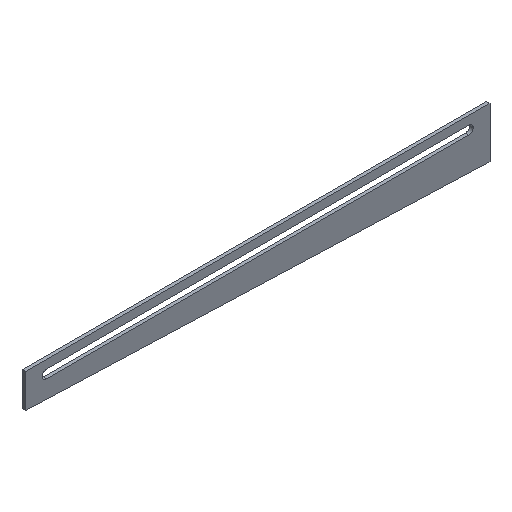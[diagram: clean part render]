
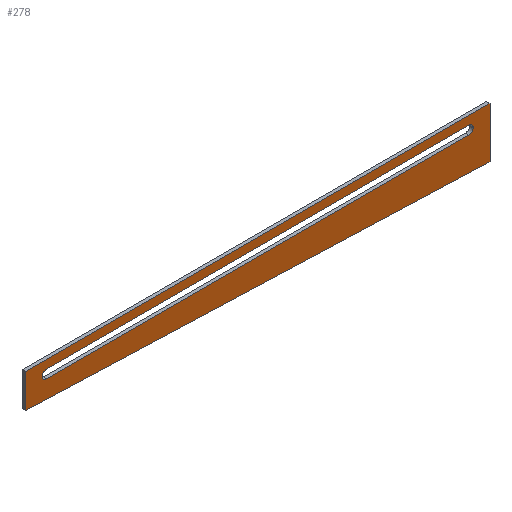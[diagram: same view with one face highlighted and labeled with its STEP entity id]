
A CAD part, isometric view. The second image highlights one B-rep face of the part: STEP entity #278.
In plain terms, the highlighted planar face has unit normal (0, -1, 0).
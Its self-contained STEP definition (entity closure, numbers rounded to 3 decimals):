
#1 = DIRECTION ( 'NONE',  ( 0., 0., 1. ) ) ;
#3 = VECTOR ( 'NONE', #314, 1000. ) ;
#4 = ORIENTED_EDGE ( 'NONE', *, *, #165, .T. ) ;
#9 = DIRECTION ( 'NONE',  ( 0., 1., 0. ) ) ;
#11 = VERTEX_POINT ( 'NONE', #44 ) ;
#13 = LINE ( 'NONE', #48, #3 ) ;
#17 = VERTEX_POINT ( 'NONE', #248 ) ;
#25 = VECTOR ( 'NONE', #1, 1000. ) ;
#30 = DIRECTION ( 'NONE',  ( 0., 0., -1. ) ) ;
#36 = ORIENTED_EDGE ( 'NONE', *, *, #320, .T. ) ;
#44 = CARTESIAN_POINT ( 'NONE',  ( -126.752, 0., -5.924 ) ) ;
#48 = CARTESIAN_POINT ( 'NONE',  ( 135.748, 0., -25.924 ) ) ;
#49 = VECTOR ( 'NONE', #234, 1000. ) ;
#53 = CARTESIAN_POINT ( 'NONE',  ( -139.252, 0., 4.076 ) ) ;
#54 = CARTESIAN_POINT ( 'NONE',  ( -139.252, 0., -15.924 ) ) ;
#55 = CARTESIAN_POINT ( 'NONE',  ( -126.752, 0., -3.424 ) ) ;
#67 = VERTEX_POINT ( 'NONE', #160 ) ;
#82 = DIRECTION ( 'NONE',  ( 0., 1., 0. ) ) ;
#84 = VERTEX_POINT ( 'NONE', #372 ) ;
#88 = EDGE_CURVE ( 'NONE', #90, #217, #13, .T. ) ;
#89 = CARTESIAN_POINT ( 'NONE',  ( 0., 0., 0. ) ) ;
#90 = VERTEX_POINT ( 'NONE', #103 ) ;
#91 = CIRCLE ( 'NONE', #327, 2.5 ) ;
#100 = EDGE_CURVE ( 'NONE', #145, #252, #368, .T. ) ;
#103 = CARTESIAN_POINT ( 'NONE',  ( 135.748, 0., -25.924 ) ) ;
#104 = LINE ( 'NONE', #212, #347 ) ;
#106 = AXIS2_PLACEMENT_3D ( 'NONE', #55, #9, #208 ) ;
#114 = AXIS2_PLACEMENT_3D ( 'NONE', #89, #173, #30 ) ;
#118 = EDGE_LOOP ( 'NONE', ( #36, #239, #189, #4 ) ) ;
#119 = CARTESIAN_POINT ( 'NONE',  ( 135.748, 0., 4.076 ) ) ;
#125 = ORIENTED_EDGE ( 'NONE', *, *, #88, .F. ) ;
#139 = DIRECTION ( 'NONE',  ( 0., 0., 1. ) ) ;
#145 = VERTEX_POINT ( 'NONE', #53 ) ;
#146 = LINE ( 'NONE', #119, #179 ) ;
#160 = CARTESIAN_POINT ( 'NONE',  ( 123.248, 0., -0.924 ) ) ;
#165 = EDGE_CURVE ( 'NONE', #67, #17, #91, .T. ) ;
#167 = FACE_BOUND ( 'NONE', #118, .T. ) ;
#173 = DIRECTION ( 'NONE',  ( 0., -1., 0. ) ) ;
#179 = VECTOR ( 'NONE', #353, 1000. ) ;
#184 = ORIENTED_EDGE ( 'NONE', *, *, #303, .F. ) ;
#189 = ORIENTED_EDGE ( 'NONE', *, *, #369, .T. ) ;
#202 = CARTESIAN_POINT ( 'NONE',  ( -126.752, 0., -5.924 ) ) ;
#208 = DIRECTION ( 'NONE',  ( 0., 0., 1. ) ) ;
#212 = CARTESIAN_POINT ( 'NONE',  ( -126.752, 0., -0.924 ) ) ;
#217 = VERTEX_POINT ( 'NONE', #54 ) ;
#234 = DIRECTION ( 'NONE',  ( -1., 0., 0. ) ) ;
#239 = ORIENTED_EDGE ( 'NONE', *, *, #284, .T. ) ;
#245 = ORIENTED_EDGE ( 'NONE', *, *, #100, .F. ) ;
#248 = CARTESIAN_POINT ( 'NONE',  ( 123.248, 0., -5.924 ) ) ;
#252 = VERTEX_POINT ( 'NONE', #264 ) ;
#256 = CARTESIAN_POINT ( 'NONE',  ( 135.748, 0., 4.076 ) ) ;
#258 = EDGE_CURVE ( 'NONE', #252, #90, #146, .T. ) ;
#264 = CARTESIAN_POINT ( 'NONE',  ( 135.748, 0., 4.076 ) ) ;
#278 = ADVANCED_FACE ( 'NONE', ( #370, #167 ), #326, .T. ) ;
#280 = EDGE_LOOP ( 'NONE', ( #125, #362, #245, #184 ) ) ;
#284 = EDGE_CURVE ( 'NONE', #11, #84, #317, .T. ) ;
#292 = VECTOR ( 'NONE', #371, 1000. ) ;
#303 = EDGE_CURVE ( 'NONE', #217, #145, #329, .T. ) ;
#307 = DIRECTION ( 'NONE',  ( 1., 0., 0. ) ) ;
#314 = DIRECTION ( 'NONE',  ( -0.999, 0., 0.036 ) ) ;
#317 = CIRCLE ( 'NONE', #106, 2.5 ) ;
#320 = EDGE_CURVE ( 'NONE', #17, #11, #331, .T. ) ;
#326 = PLANE ( 'NONE',  #114 ) ;
#327 = AXIS2_PLACEMENT_3D ( 'NONE', #374, #82, #139 ) ;
#329 = LINE ( 'NONE', #356, #25 ) ;
#331 = LINE ( 'NONE', #202, #49 ) ;
#347 = VECTOR ( 'NONE', #307, 1000. ) ;
#353 = DIRECTION ( 'NONE',  ( 0., 0., -1. ) ) ;
#356 = CARTESIAN_POINT ( 'NONE',  ( -139.252, 0., 4.076 ) ) ;
#362 = ORIENTED_EDGE ( 'NONE', *, *, #258, .F. ) ;
#368 = LINE ( 'NONE', #256, #292 ) ;
#369 = EDGE_CURVE ( 'NONE', #84, #67, #104, .T. ) ;
#370 = FACE_OUTER_BOUND ( 'NONE', #280, .T. ) ;
#371 = DIRECTION ( 'NONE',  ( 1., 0., 0. ) ) ;
#372 = CARTESIAN_POINT ( 'NONE',  ( -126.752, 0., -0.924 ) ) ;
#374 = CARTESIAN_POINT ( 'NONE',  ( 123.248, 0., -3.424 ) ) ;
